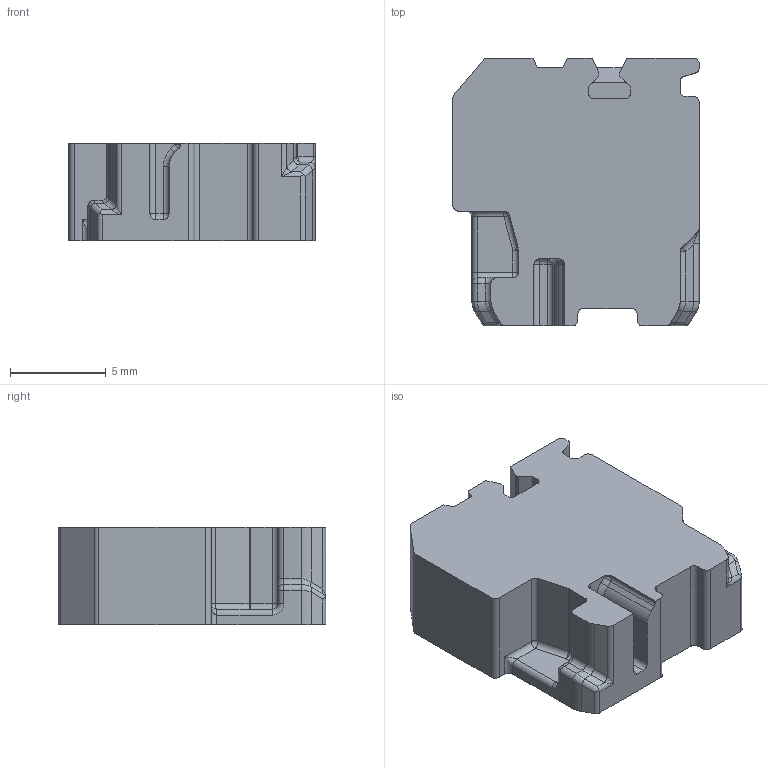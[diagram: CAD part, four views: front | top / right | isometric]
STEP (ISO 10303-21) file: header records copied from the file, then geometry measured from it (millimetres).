
FILE_DESCRIPTION(/* description */ (''),/* implementation_level */ '2;1');
FILE_NAME(/* name */ '3787_ZBA2_Z_iso.stp',/* time_stamp */ '2011-08-05T11:21:01+02:00',/* author */ (''),/* organization */ (''),/* preprocessor_version */ 'ST-DEVELOPER v11',/* originating_system */ 'SIEMENS UGS NX 6.0',/* authorisation */ '');
FILE_SCHEMA (('CONFIG_CONTROL_DESIGN'));
Length unit declared in the file: millimetre
Products named in the file (1): 3787_ZBA2_Z_iso
Bounding box: 12.9 x 14 x 5.1 mm (x, y, z)
Volume: 763.3 mm3; surface area: 688.1 mm2
Topology: 1 solids, 1 shells, 143 faces, 373 edges, 225 vertices
Faces by surface type: plane 64, cylinder 60, sphere 8, bspline 8, torus 3
Entity records: 4680 total; most frequent: CARTESIAN_POINT 1146, ORIENTED_EDGE 732, DIRECTION 716, EDGE_CURVE 366, LINE 242, VECTOR 242, AXIS2_PLACEMENT_3D 237, VERTEX_POINT 225
